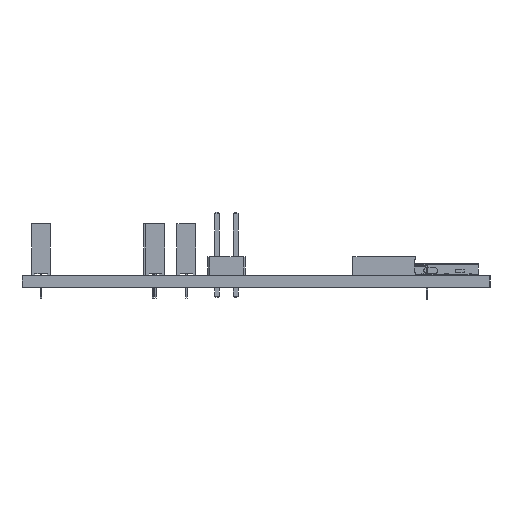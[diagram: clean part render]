
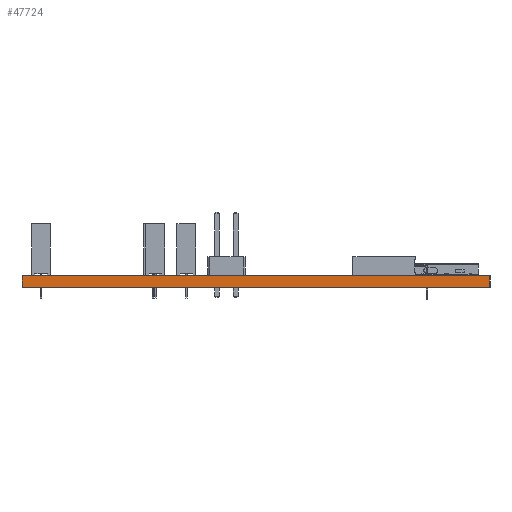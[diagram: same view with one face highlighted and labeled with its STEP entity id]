
A CAD part, left-side view. The second image highlights one B-rep face of the part: STEP entity #47724.
In plain terms, the highlighted planar face has unit normal (-1, 0, 0).
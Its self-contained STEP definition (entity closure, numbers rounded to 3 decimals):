
#47668 = VERTEX_POINT('',#47669);
#47669 = CARTESIAN_POINT('',(34.282,-89.753,1.6));
#47675 = EDGE_CURVE('',#47676,#47668,#47678,.T.);
#47676 = VERTEX_POINT('',#47677);
#47677 = CARTESIAN_POINT('',(34.282,-89.753,0.));
#47678 = LINE('',#47679,#47680);
#47679 = CARTESIAN_POINT('',(34.282,-89.753,0.));
#47680 = VECTOR('',#47681,1.);
#47681 = DIRECTION('',(0.,0.,1.));
#47724 = ADVANCED_FACE('',(#47725),#47750,.T.);
#47725 = FACE_BOUND('',#47726,.T.);
#47726 = EDGE_LOOP('',(#47727,#47728,#47736,#47744));
#47727 = ORIENTED_EDGE('',*,*,#47675,.T.);
#47728 = ORIENTED_EDGE('',*,*,#47729,.T.);
#47729 = EDGE_CURVE('',#47668,#47730,#47732,.T.);
#47730 = VERTEX_POINT('',#47731);
#47731 = CARTESIAN_POINT('',(34.281,-26.164,1.6));
#47732 = LINE('',#47733,#47734);
#47733 = CARTESIAN_POINT('',(34.282,-89.753,1.6));
#47734 = VECTOR('',#47735,1.);
#47735 = DIRECTION('',(0.,1.,0.));
#47736 = ORIENTED_EDGE('',*,*,#47737,.F.);
#47737 = EDGE_CURVE('',#47738,#47730,#47740,.T.);
#47738 = VERTEX_POINT('',#47739);
#47739 = CARTESIAN_POINT('',(34.281,-26.164,0.));
#47740 = LINE('',#47741,#47742);
#47741 = CARTESIAN_POINT('',(34.281,-26.164,0.));
#47742 = VECTOR('',#47743,1.);
#47743 = DIRECTION('',(0.,0.,1.));
#47744 = ORIENTED_EDGE('',*,*,#47745,.F.);
#47745 = EDGE_CURVE('',#47676,#47738,#47746,.T.);
#47746 = LINE('',#47747,#47748);
#47747 = CARTESIAN_POINT('',(34.282,-89.753,0.));
#47748 = VECTOR('',#47749,1.);
#47749 = DIRECTION('',(0.,1.,0.));
#47750 = PLANE('',#47751);
#47751 = AXIS2_PLACEMENT_3D('',#47752,#47753,#47754);
#47752 = CARTESIAN_POINT('',(34.282,-89.753,0.));
#47753 = DIRECTION('',(-1.,0.,0.));
#47754 = DIRECTION('',(0.,1.,0.));
